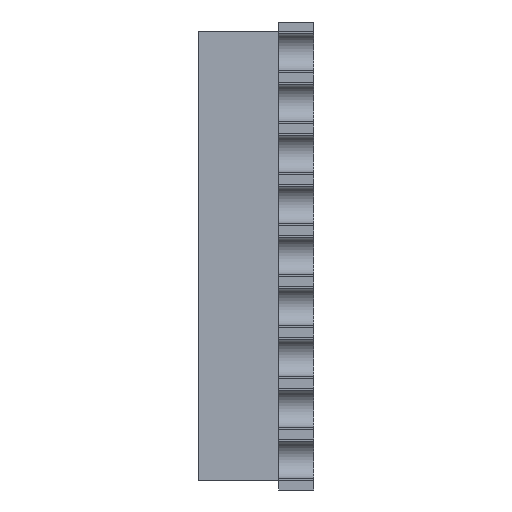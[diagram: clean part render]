
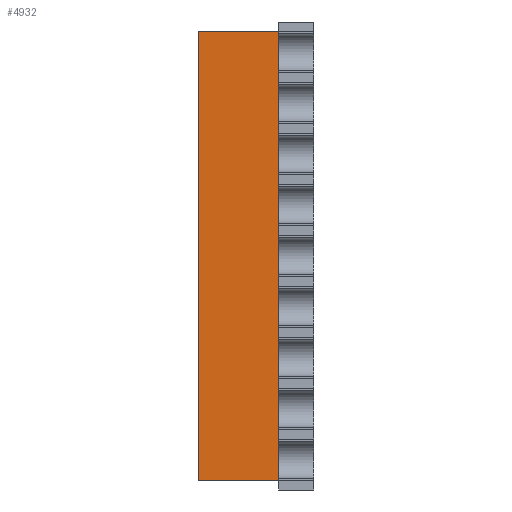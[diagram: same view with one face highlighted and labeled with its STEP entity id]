
A CAD part, left-side view. The second image highlights one B-rep face of the part: STEP entity #4932.
In plain terms, the highlighted planar face has unit normal (-1, 0, 0).
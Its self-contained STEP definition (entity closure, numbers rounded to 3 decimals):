
#238 = CARTESIAN_POINT ( 'NONE',  ( -3.85, 0.76, -4.85 ) ) ;
#1104 = LINE ( 'NONE', #5508, #2806 ) ;
#1115 = DIRECTION ( 'NONE',  ( 0., -1., 0. ) ) ;
#1415 = VECTOR ( 'NONE', #1115, 1000. ) ;
#1448 = PLANE ( 'NONE',  #2266 ) ;
#1838 = CARTESIAN_POINT ( 'NONE',  ( -3.85, 2.5, 4.85 ) ) ;
#1841 = EDGE_CURVE ( 'NONE', #4948, #6527, #4852, .T. ) ;
#2266 = AXIS2_PLACEMENT_3D ( 'NONE', #3773, #4412, #7464 ) ;
#2588 = ORIENTED_EDGE ( 'NONE', *, *, #3627, .F. ) ;
#2806 = VECTOR ( 'NONE', #3193, 1000. ) ;
#3193 = DIRECTION ( 'NONE',  ( 0., 0., 1. ) ) ;
#3288 = VERTEX_POINT ( 'NONE', #6182 ) ;
#3299 = DIRECTION ( 'NONE',  ( 0., 0., 1. ) ) ;
#3320 = CARTESIAN_POINT ( 'NONE',  ( -3.85, 0.76, 4.85 ) ) ;
#3417 = ORIENTED_EDGE ( 'NONE', *, *, #4749, .T. ) ;
#3627 = EDGE_CURVE ( 'NONE', #6104, #4948, #1104, .T. ) ;
#3636 = VECTOR ( 'NONE', #5518, 1000. ) ;
#3773 = CARTESIAN_POINT ( 'NONE',  ( -3.85, 2.5, -4.85 ) ) ;
#3989 = CARTESIAN_POINT ( 'NONE',  ( -3.85, 2.5, -4.85 ) ) ;
#4412 = DIRECTION ( 'NONE',  ( 1., 0., 0. ) ) ;
#4565 = EDGE_LOOP ( 'NONE', ( #3417, #6928, #2588, #7653 ) ) ;
#4640 = CARTESIAN_POINT ( 'NONE',  ( -3.85, 2.5, 4.85 ) ) ;
#4749 = EDGE_CURVE ( 'NONE', #3288, #6527, #7711, .T. ) ;
#4852 = LINE ( 'NONE', #1838, #1415 ) ;
#4932 = ADVANCED_FACE ( 'NONE', ( #5315 ), #1448, .F. ) ;
#4948 = VERTEX_POINT ( 'NONE', #4640 ) ;
#5315 = FACE_OUTER_BOUND ( 'NONE', #4565, .T. ) ;
#5508 = CARTESIAN_POINT ( 'NONE',  ( -3.85, 2.5, -4.85 ) ) ;
#5518 = DIRECTION ( 'NONE',  ( 0., -1., 0. ) ) ;
#5522 = EDGE_CURVE ( 'NONE', #6104, #3288, #6951, .T. ) ;
#6104 = VERTEX_POINT ( 'NONE', #8258 ) ;
#6182 = CARTESIAN_POINT ( 'NONE',  ( -3.85, 0.76, -4.85 ) ) ;
#6527 = VERTEX_POINT ( 'NONE', #3320 ) ;
#6928 = ORIENTED_EDGE ( 'NONE', *, *, #1841, .F. ) ;
#6951 = LINE ( 'NONE', #3989, #3636 ) ;
#7464 = DIRECTION ( 'NONE',  ( 0., 0., -1. ) ) ;
#7653 = ORIENTED_EDGE ( 'NONE', *, *, #5522, .T. ) ;
#7711 = LINE ( 'NONE', #238, #8422 ) ;
#8258 = CARTESIAN_POINT ( 'NONE',  ( -3.85, 2.5, -4.85 ) ) ;
#8422 = VECTOR ( 'NONE', #3299, 1000. ) ;
